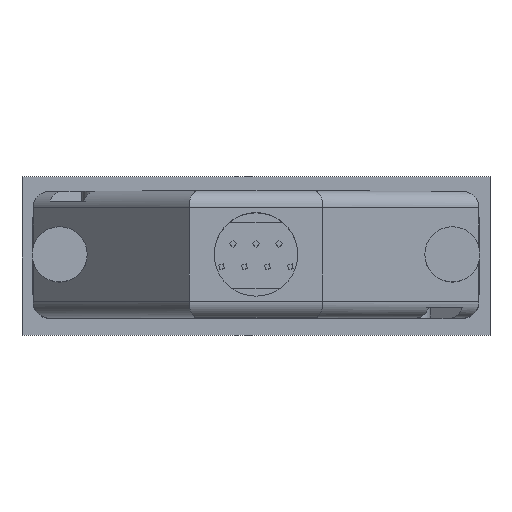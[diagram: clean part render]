
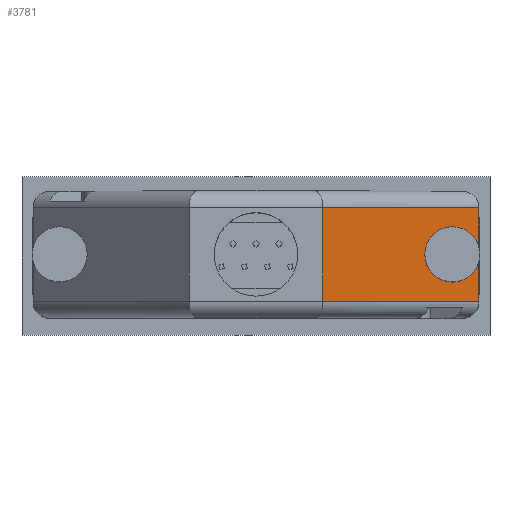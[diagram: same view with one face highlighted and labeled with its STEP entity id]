
A CAD part, top view. The second image highlights one B-rep face of the part: STEP entity #3781.
In plain terms, the highlighted face is planar.
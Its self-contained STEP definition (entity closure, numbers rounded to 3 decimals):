
#39 = CARTESIAN_POINT ( 'NONE',  ( 25., 3., -3.973 ) ) ;
#722 = VERTEX_POINT ( 'NONE', #3804 ) ;
#1190 = VECTOR ( 'NONE', #10483, 1000. ) ;
#1853 = EDGE_CURVE ( 'NONE', #17980, #5266, #24630, .T. ) ;
#2290 = CARTESIAN_POINT ( 'NONE',  ( 22., 0., -7.507 ) ) ;
#2395 = VECTOR ( 'NONE', #26453, 1000. ) ;
#2657 = CARTESIAN_POINT ( 'NONE',  ( 22., 0., -7.507 ) ) ;
#3781 = ADVANCED_FACE ( 'NONE', ( #14299, #4395 ), #26882, .F. ) ;
#3804 = CARTESIAN_POINT ( 'NONE',  ( 25., 0., -3.973 ) ) ;
#4395 = FACE_OUTER_BOUND ( 'NONE', #9793, .T. ) ;
#4944 = ORIENTED_EDGE ( 'NONE', *, *, #25783, .T. ) ;
#5266 = VERTEX_POINT ( 'NONE', #29732 ) ;
#5281 = CARTESIAN_POINT ( 'NONE',  ( 25., 0., -3.973 ) ) ;
#5372 = CARTESIAN_POINT ( 'NONE',  ( 26.675, -5.6, -2. ) ) ;
#5731 = CARTESIAN_POINT ( 'NONE',  ( 22., 0., -7.507 ) ) ;
#6722 = LINE ( 'NONE', #15747, #17002 ) ;
#6724 = ORIENTED_EDGE ( 'NONE', *, *, #17238, .T. ) ;
#7406 = VERTEX_POINT ( 'NONE', #5372 ) ;
#8096 = ORIENTED_EDGE ( 'NONE', *, *, #8828, .T. ) ;
#8828 = EDGE_CURVE ( 'NONE', #5266, #7406, #14481, .T. ) ;
#9133 = DIRECTION ( 'NONE',  ( 0., -1., 0. ) ) ;
#9793 = EDGE_LOOP ( 'NONE', ( #10147, #8096, #6724, #26993 ) ) ;
#10147 = ORIENTED_EDGE ( 'NONE', *, *, #1853, .T. ) ;
#10483 = DIRECTION ( 'NONE',  ( 0.647, 0., 0.762 ) ) ;
#11068 = DIRECTION ( 'NONE',  ( 0.647, 0., 0.762 ) ) ;
#11354 = EDGE_CURVE ( 'NONE', #722, #11627, #13398, .T. ) ;
#11627 = VERTEX_POINT ( 'NONE', #5731 ) ;
#12031 = CARTESIAN_POINT ( 'NONE',  ( 8., 5.6, -24. ) ) ;
#13125 = DIRECTION ( 'NONE',  ( -0.762, 0., 0.647 ) ) ;
#13398 =( BOUNDED_CURVE ( )  B_SPLINE_CURVE ( 3, ( #16317, #39, #26133, #2290 ),
 .UNSPECIFIED., .F., .F. ) 
 B_SPLINE_CURVE_WITH_KNOTS ( ( 4, 4 ),
 ( 0., 3.142 ),
 .UNSPECIFIED. ) 
 CURVE ( )  GEOMETRIC_REPRESENTATION_ITEM ( )  RATIONAL_B_SPLINE_CURVE ( ( 1., 0.333, 0.333, 1. ) ) 
 REPRESENTATION_ITEM ( '' )  );
#14299 = FACE_BOUND ( 'NONE', #20165, .T. ) ;
#14481 = LINE ( 'NONE', #19471, #2395 ) ;
#15208 = CARTESIAN_POINT ( 'NONE',  ( 8., 7.6, -24. ) ) ;
#15320 = CARTESIAN_POINT ( 'NONE',  ( 8., 5.6, -24. ) ) ;
#15583 = EDGE_CURVE ( 'NONE', #17980, #21107, #30335, .T. ) ;
#15747 = CARTESIAN_POINT ( 'NONE',  ( 8., -5.6, -24. ) ) ;
#16303 = CARTESIAN_POINT ( 'NONE',  ( 8., 7.6, -24. ) ) ;
#16317 = CARTESIAN_POINT ( 'NONE',  ( 25., 0., -3.973 ) ) ;
#17002 = VECTOR ( 'NONE', #27524, 1000. ) ;
#17103 = ORIENTED_EDGE ( 'NONE', *, *, #11354, .T. ) ;
#17238 = EDGE_CURVE ( 'NONE', #7406, #21107, #6722, .T. ) ;
#17980 = VERTEX_POINT ( 'NONE', #12031 ) ;
#18584 = VECTOR ( 'NONE', #9133, 1000. ) ;
#19205 = AXIS2_PLACEMENT_3D ( 'NONE', #15208, #13125, #11068 ) ;
#19471 = CARTESIAN_POINT ( 'NONE',  ( 26.675, 7.6, -2. ) ) ;
#20165 = EDGE_LOOP ( 'NONE', ( #17103, #4944 ) ) ;
#21107 = VERTEX_POINT ( 'NONE', #29267 ) ;
#24366 = CARTESIAN_POINT ( 'NONE',  ( 25., -3., -3.973 ) ) ;
#24630 = LINE ( 'NONE', #15320, #1190 ) ;
#25783 = EDGE_CURVE ( 'NONE', #11627, #722, #26211, .T. ) ;
#26133 = CARTESIAN_POINT ( 'NONE',  ( 22., 3., -7.507 ) ) ;
#26211 =( BOUNDED_CURVE ( )  B_SPLINE_CURVE ( 3, ( #2657, #28566, #24366, #5281 ),
 .UNSPECIFIED., .F., .F. ) 
 B_SPLINE_CURVE_WITH_KNOTS ( ( 4, 4 ),
 ( 3.142, 6.283 ),
 .UNSPECIFIED. ) 
 CURVE ( )  GEOMETRIC_REPRESENTATION_ITEM ( )  RATIONAL_B_SPLINE_CURVE ( ( 1., 0.333, 0.333, 1. ) ) 
 REPRESENTATION_ITEM ( '' )  );
#26453 = DIRECTION ( 'NONE',  ( 0., -1., 0. ) ) ;
#26882 = PLANE ( 'NONE',  #19205 ) ;
#26993 = ORIENTED_EDGE ( 'NONE', *, *, #15583, .F. ) ;
#27524 = DIRECTION ( 'NONE',  ( -0.647, 0., -0.762 ) ) ;
#28566 = CARTESIAN_POINT ( 'NONE',  ( 22., -3., -7.507 ) ) ;
#29267 = CARTESIAN_POINT ( 'NONE',  ( 8., -5.6, -24. ) ) ;
#29732 = CARTESIAN_POINT ( 'NONE',  ( 26.675, 5.6, -2. ) ) ;
#30335 = LINE ( 'NONE', #16303, #18584 ) ;
